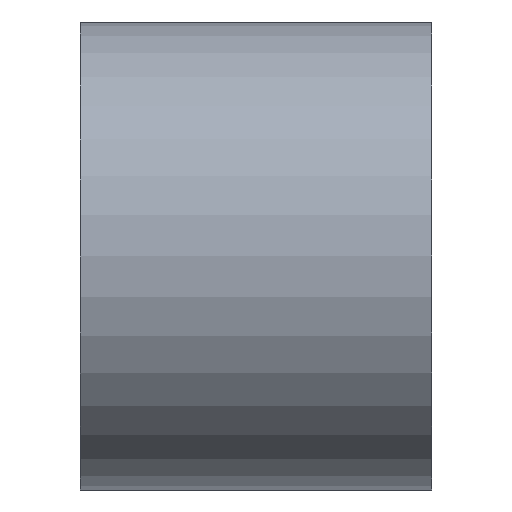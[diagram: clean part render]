
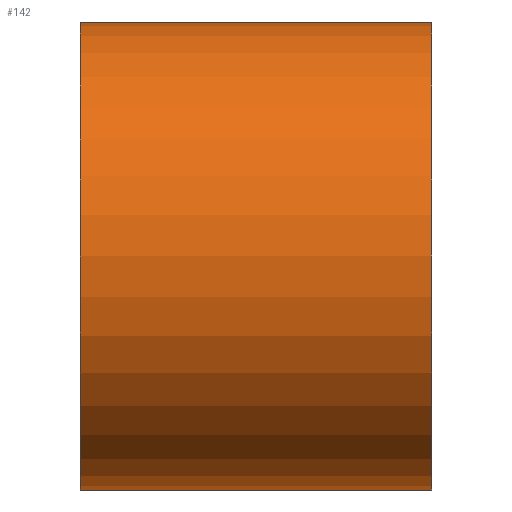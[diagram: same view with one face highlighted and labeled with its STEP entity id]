
A CAD part, front view. The second image highlights one B-rep face of the part: STEP entity #142.
In plain terms, the highlighted cylindrical face has radius 2 mm (diameter 4 mm), a partial arc.
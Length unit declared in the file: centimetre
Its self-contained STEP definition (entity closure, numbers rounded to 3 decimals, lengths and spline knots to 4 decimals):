
#15=CYLINDRICAL_SURFACE('',#177,0.2);
#24=FACE_OUTER_BOUND('',#34,.T.);
#34=EDGE_LOOP('',(#107,#108,#109,#110));
#45=LINE('',#250,#55);
#46=LINE('',#251,#56);
#55=VECTOR('',#206,1.);
#56=VECTOR('',#207,1.);
#63=CIRCLE('',#173,0.2);
#67=CIRCLE('',#178,0.2);
#71=VERTEX_POINT('',#234);
#72=VERTEX_POINT('',#235);
#77=VERTEX_POINT('',#247);
#78=VERTEX_POINT('',#248);
#83=EDGE_CURVE('',#71,#72,#63,.T.);
#89=EDGE_CURVE('',#77,#78,#67,.T.);
#90=EDGE_CURVE('',#78,#71,#45,.T.);
#91=EDGE_CURVE('',#72,#77,#46,.T.);
#107=ORIENTED_EDGE('',*,*,#89,.T.);
#108=ORIENTED_EDGE('',*,*,#90,.T.);
#109=ORIENTED_EDGE('',*,*,#83,.T.);
#110=ORIENTED_EDGE('',*,*,#91,.T.);
#142=ADVANCED_FACE('',(#24),#15,.T.);
#173=AXIS2_PLACEMENT_3D('',#236,#192,#193);
#177=AXIS2_PLACEMENT_3D('',#246,#202,#203);
#178=AXIS2_PLACEMENT_3D('',#249,#204,#205);
#192=DIRECTION('center_axis',(1.,0.,0.));
#193=DIRECTION('ref_axis',(0.,-0.707,-0.707));
#202=DIRECTION('center_axis',(1.,0.,0.));
#203=DIRECTION('ref_axis',(0.,-0.707,0.707));
#204=DIRECTION('center_axis',(-1.,0.,0.));
#205=DIRECTION('ref_axis',(0.,-0.707,-0.707));
#206=DIRECTION('',(-1.,0.,0.));
#207=DIRECTION('',(1.,0.,0.));
#234=CARTESIAN_POINT('',(0.,0.2,0.));
#235=CARTESIAN_POINT('',(0.,0.2,-0.4));
#236=CARTESIAN_POINT('Origin',(0.,0.2,-0.2));
#246=CARTESIAN_POINT('Origin',(0.,0.2,-0.2));
#247=CARTESIAN_POINT('',(0.3,0.2,-0.4));
#248=CARTESIAN_POINT('',(0.3,0.2,0.));
#249=CARTESIAN_POINT('Origin',(0.3,0.2,-0.2));
#250=CARTESIAN_POINT('',(0.,0.2,0.));
#251=CARTESIAN_POINT('',(0.,0.2,-0.4));
